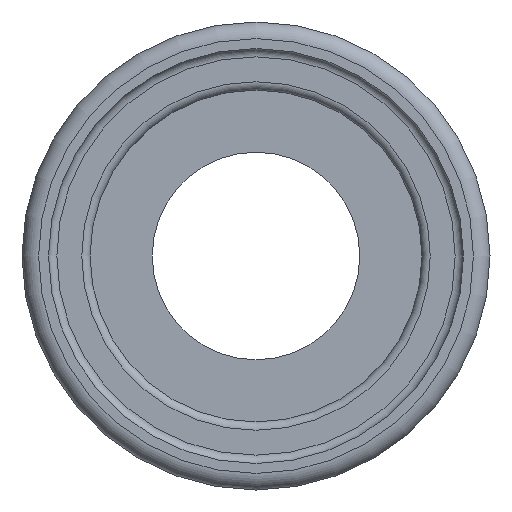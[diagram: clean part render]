
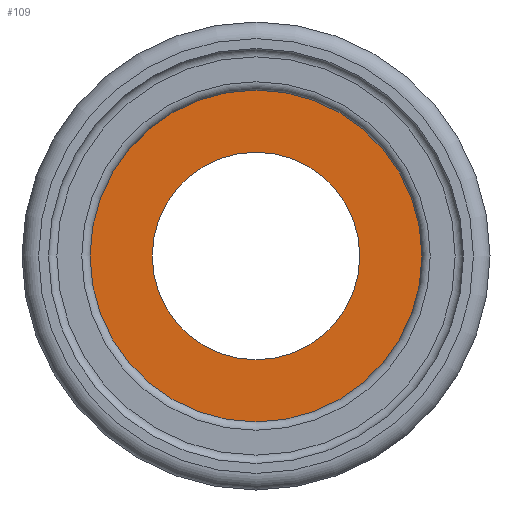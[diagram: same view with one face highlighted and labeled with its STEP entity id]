
A CAD part, left-side view. The second image highlights one B-rep face of the part: STEP entity #109.
In plain terms, the highlighted planar face has unit normal (-1, 0, 0).
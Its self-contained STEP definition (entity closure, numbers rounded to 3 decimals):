
#109 = ADVANCED_FACE( '', ( #200, #201 ), #202, .T. );
#200 = FACE_BOUND( '', #298, .T. );
#201 = FACE_OUTER_BOUND( '', #299, .T. );
#202 = PLANE( '', #300 );
#298 = EDGE_LOOP( '', ( #540 ) );
#299 = EDGE_LOOP( '', ( #541 ) );
#300 = AXIS2_PLACEMENT_3D( '', #542, #543, #544 );
#540 = ORIENTED_EDGE( '', *, *, #590, .T. );
#541 = ORIENTED_EDGE( '', *, *, #621, .F. );
#542 = CARTESIAN_POINT( '', ( 4.4, 10., 0. ) );
#543 = DIRECTION( '', ( -1., 0., 0. ) );
#544 = DIRECTION( '', ( 0., 0., 1. ) );
#590 = EDGE_CURVE( '', #687, #687, #688, .F. );
#621 = EDGE_CURVE( '', #734, #734, #735, .T. );
#687 = VERTEX_POINT( '', #898 );
#688 = CIRCLE( '', #899, 6.25 );
#734 = VERTEX_POINT( '', #982 );
#735 = CIRCLE( '', #983, 10. );
#898 = CARTESIAN_POINT( '', ( 4.4, 0., 6.25 ) );
#899 = AXIS2_PLACEMENT_3D( '', #1031, #1032, #1033 );
#982 = CARTESIAN_POINT( '', ( 4.4, 0., -10. ) );
#983 = AXIS2_PLACEMENT_3D( '', #1083, #1084, #1085 );
#1031 = CARTESIAN_POINT( '', ( 4.4, 0., 0. ) );
#1032 = DIRECTION( '', ( -1., 0., 0. ) );
#1033 = DIRECTION( '', ( 0., 0., 1. ) );
#1083 = CARTESIAN_POINT( '', ( 4.4, 0., 0. ) );
#1084 = DIRECTION( '', ( 1., 0., 0. ) );
#1085 = DIRECTION( '', ( 0., 0., -1. ) );
